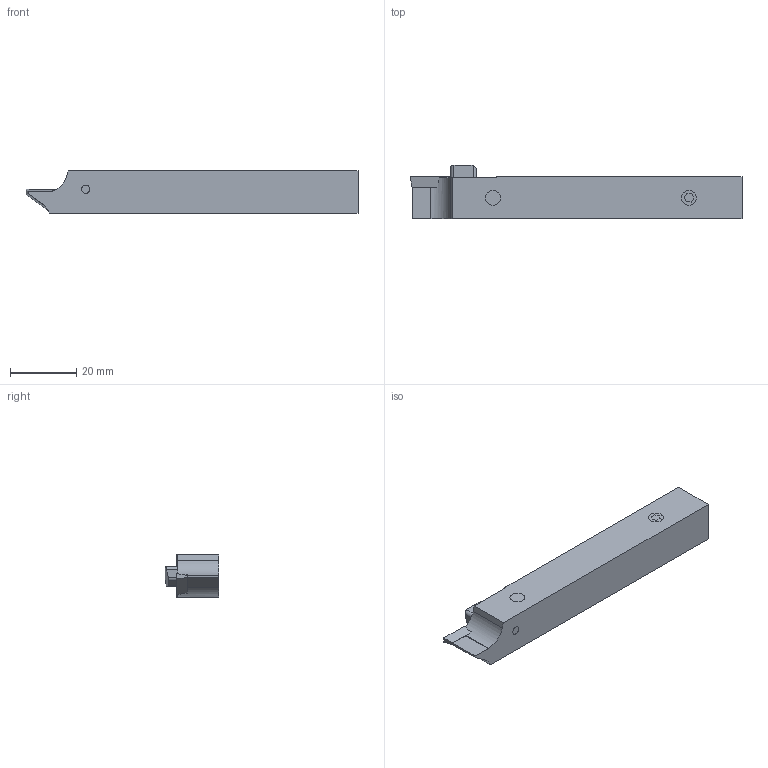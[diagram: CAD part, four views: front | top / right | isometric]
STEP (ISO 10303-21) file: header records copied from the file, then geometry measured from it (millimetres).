
FILE_DESCRIPTION (( 'STEP AP214' ), '1' );
FILE_NAME ('ISO-148-08.STEP', '2016-01-11T13:46:45', ( '' ), ( '' ), 'SwSTEP 2.0', 'SolidWorks 2015', '' );
FILE_SCHEMA (( 'AUTOMOTIVE_DESIGN' ));
Length unit declared in the file: millimetre
Products named in the file (1): ISO-148-08
Bounding box: 100 x 16.2 x 12.7 mm (x, y, z)
Volume: 14997.8 mm3; surface area: 5274.3 mm2
Topology: 1 solids, 1 shells, 62 faces, 190 edges, 138 vertices
Faces by surface type: plane 52, cylinder 9, cone 1
Entity records: 2421 total; most frequent: CARTESIAN_POINT 437, ORIENTED_EDGE 380, DIRECTION 357, EDGE_CURVE 190, VERTEX_POINT 138, VECTOR 125, LINE 125, AXIS2_PLACEMENT_3D 116
